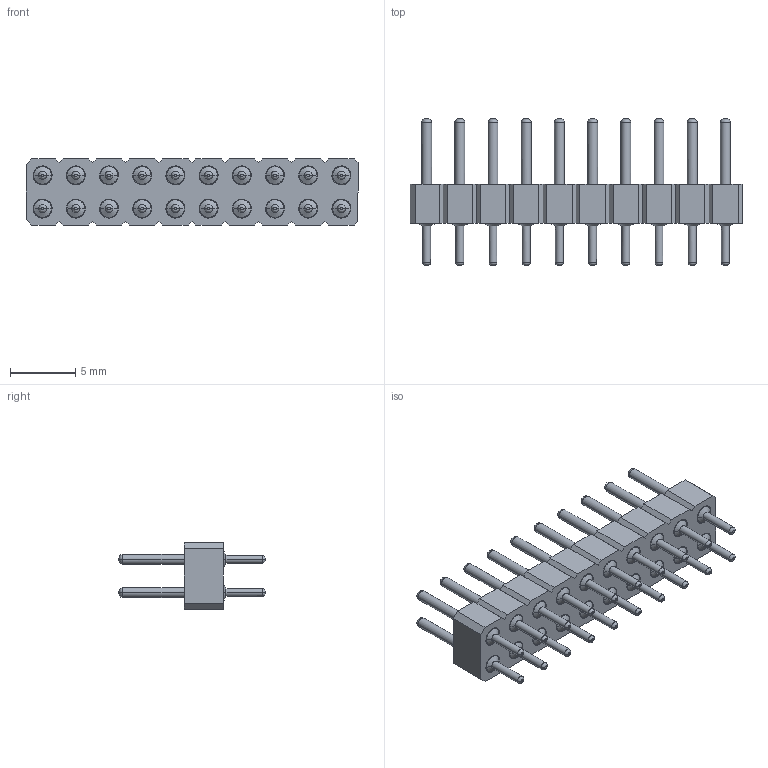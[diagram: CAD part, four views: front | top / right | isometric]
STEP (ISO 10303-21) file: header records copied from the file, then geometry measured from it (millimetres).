
FILE_DESCRIPTION( ('This file contains a STEP AP42 implementation' ,'as created by ZW3D STEP Interface translator.') ,'2;1' );
FILE_NAME( '3511-302XXSXX112X1.stp' ,'231012.143554', (''), ('ZWCAD Software Co.'), 'Version 1.0', 'ZW3D to STEP translator', '' );
FILE_SCHEMA(('AUTOMOTIVE_DESIGN { 1 0 10303 214 1 1 1 1 }'));
Length unit declared in the file: millimetre
Products named in the file (4): 0; 3511-30220SXX112X1; g3520-30220fb01_5; t3511-112-s_1
Assembly tree (21 placements, depth 2):
  0
  3511-30220SXX112X1
    g3520-30220fb01_5
    t3511-112-s_1  x20
Bounding box: 25.4 x 11.2 x 5.08 mm (x, y, z)
Volume: 438.4 mm3; surface area: 1405.5 mm2
Topology: 21 solids, 21 shells, 744 faces, 1546 edges, 924 vertices
Faces by surface type: bspline 480, plane 184, cone 80
Entity records: 13714 total; most frequent: CARTESIAN_POINT 9900, ORIENTED_EDGE 964, EDGE_CURVE 482, B_SPLINE_CURVE_WITH_KNOTS 480, VERTEX_POINT 316, DIRECTION 278, EDGE_LOOP 256, FACE_OUTER_BOUND 193
